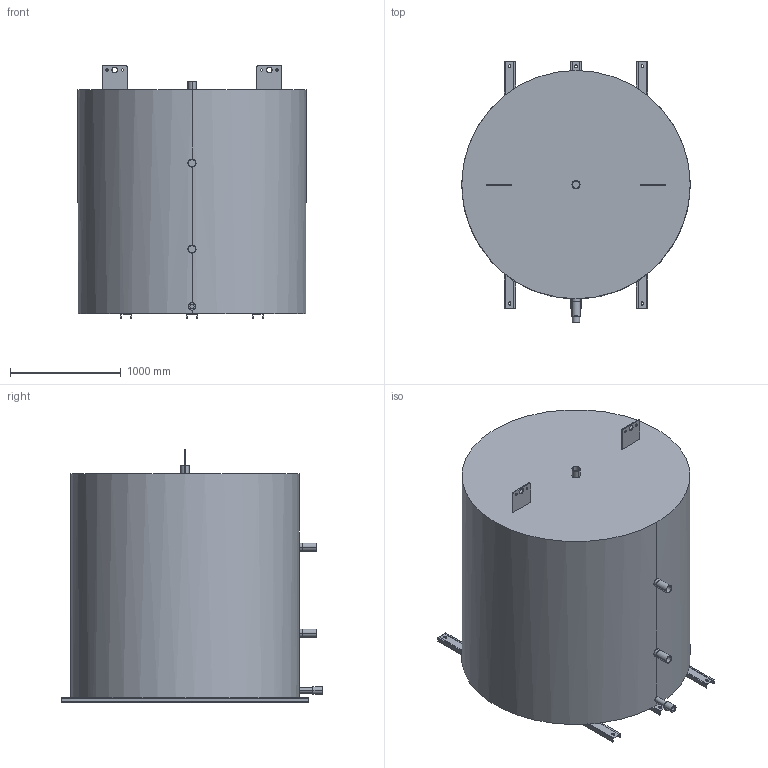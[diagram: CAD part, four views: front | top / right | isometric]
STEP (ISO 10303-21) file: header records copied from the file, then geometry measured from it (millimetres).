
FILE_DESCRIPTION (( 'STEP AP203' ), '1' );
FILE_NAME ('Lync_Outdoor_Storage_Tank-1000GAL-STEP.STEP', '2022-02-11T02:27:22', ( '' ), ( '' ), 'SwSTEP 2.0', 'SolidWorks 2020', '' );
FILE_SCHEMA (( 'CONFIG_CONTROL_DESIGN' ));
Length unit declared in the file: inch
Products named in the file (2): Lync_Outdoor_Storage_Tank-1000GAL-STEP; Lync_Outdoor_Storage_Tank-1000GAL
Assembly tree (1 placements, depth 2):
  Lync_Outdoor_Storage_Tank-1000GAL-STEP
    Lync_Outdoor_Storage_Tank-1000GAL
Bounding box: 2063.75 x 2362.2 x 2281.28 mm (x, y, z)
Volume: 6781299979.3 mm3; surface area: 21429153.5 mm2
Topology: 1 solids, 1 shells, 129 faces, 345 edges, 226 vertices
Faces by surface type: plane 69, cylinder 54, bspline 6
Entity records: 4653 total; most frequent: CARTESIAN_POINT 1156, ORIENTED_EDGE 690, DIRECTION 689, EDGE_CURVE 345, AXIS2_PLACEMENT_3D 241, VERTEX_POINT 226, LINE 207, VECTOR 207
